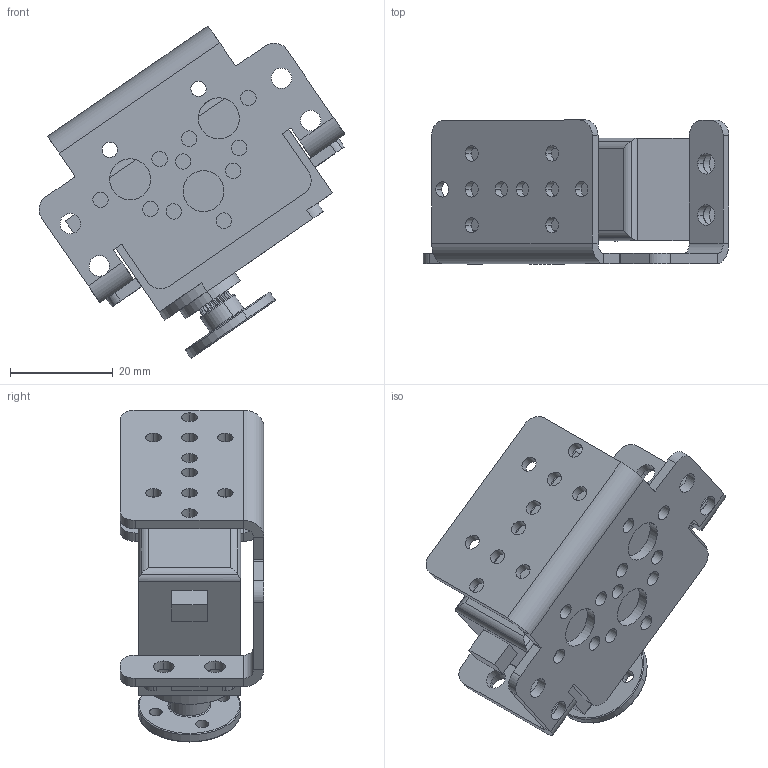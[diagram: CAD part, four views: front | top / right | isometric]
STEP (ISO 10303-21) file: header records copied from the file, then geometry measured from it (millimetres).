
FILE_DESCRIPTION (( 'STEP AP203' ), '1' );
FILE_NAME ('Joint_1_modelo_6R.ipt_Predeterminado_sldprt.STEP', '2020-07-01T22:02:58', ( '' ), ( '' ), 'SwSTEP 2.0', 'SolidWorks 2020', '' );
FILE_SCHEMA (( 'CONFIG_CONTROL_DESIGN' ));
Length unit declared in the file: millimetre
Products named in the file (1): Joint_1_modelo_6R.ipt_Predeterminado_sldprt
Bounding box: 59.64 x 28 x 64.74 mm (x, y, z)
Volume: 32092 mm3; surface area: 13487 mm2
Topology: 1 solids, 1 shells, 287 faces, 802 edges, 515 vertices
Faces by surface type: cylinder 158, plane 119, torus 8, cone 2
Entity records: 9500 total; most frequent: DIRECTION 1697, CARTESIAN_POINT 1629, ORIENTED_EDGE 1604, EDGE_CURVE 802, AXIS2_PLACEMENT_3D 615, VERTEX_POINT 515, VECTOR 467, LINE 467
